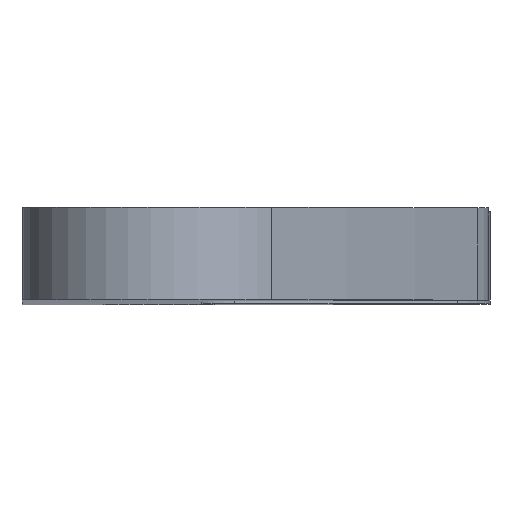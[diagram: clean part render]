
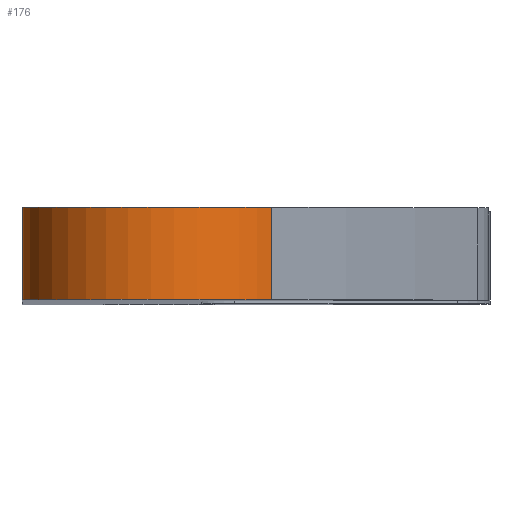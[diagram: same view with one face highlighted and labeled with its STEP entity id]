
A CAD part, top view. The second image highlights one B-rep face of the part: STEP entity #176.
In plain terms, the highlighted cylindrical face has radius 3 mm (diameter 6 mm), a partial arc.
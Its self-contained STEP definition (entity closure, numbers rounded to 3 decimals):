
#1 = CIRCLE ( 'NONE', #294, 3. ) ;
#14 = CYLINDRICAL_SURFACE ( 'NONE', #553, 3. ) ;
#19 = CARTESIAN_POINT ( 'NONE',  ( -27.903, 2., 29.952 ) ) ;
#36 = VERTEX_POINT ( 'NONE', #407 ) ;
#57 = DIRECTION ( 'NONE',  ( 0., -1., 0. ) ) ;
#100 = AXIS2_PLACEMENT_3D ( 'NONE', #205, #418, #309 ) ;
#111 = ORIENTED_EDGE ( 'NONE', *, *, #170, .F. ) ;
#117 = EDGE_CURVE ( 'NONE', #297, #36, #316, .T. ) ;
#123 = CARTESIAN_POINT ( 'NONE',  ( -30.903, 2., 29.952 ) ) ;
#138 = CIRCLE ( 'NONE', #100, 3. ) ;
#170 = EDGE_CURVE ( 'NONE', #579, #297, #1, .T. ) ;
#176 = ADVANCED_FACE ( 'NONE', ( #436 ), #14, .T. ) ;
#182 = CARTESIAN_POINT ( 'NONE',  ( -27.903, 2., 29.952 ) ) ;
#187 = ORIENTED_EDGE ( 'NONE', *, *, #345, .F. ) ;
#205 = CARTESIAN_POINT ( 'NONE',  ( -27.903, 0., 29.952 ) ) ;
#209 = ORIENTED_EDGE ( 'NONE', *, *, #357, .F. ) ;
#231 = DIRECTION ( 'NONE',  ( 0., 0., -1. ) ) ;
#249 = VECTOR ( 'NONE', #314, 1000. ) ;
#267 = CARTESIAN_POINT ( 'NONE',  ( -25.487, 2., 31.731 ) ) ;
#271 = LINE ( 'NONE', #433, #249 ) ;
#276 = DIRECTION ( 'NONE',  ( 0., -1., 0. ) ) ;
#279 = ORIENTED_EDGE ( 'NONE', *, *, #117, .F. ) ;
#294 = AXIS2_PLACEMENT_3D ( 'NONE', #19, #623, #231 ) ;
#297 = VERTEX_POINT ( 'NONE', #375 ) ;
#309 = DIRECTION ( 'NONE',  ( 0., 0., -1. ) ) ;
#314 = DIRECTION ( 'NONE',  ( 0., 1., 0. ) ) ;
#316 = LINE ( 'NONE', #267, #649 ) ;
#345 = EDGE_CURVE ( 'NONE', #585, #579, #271, .T. ) ;
#357 = EDGE_CURVE ( 'NONE', #36, #585, #138, .T. ) ;
#364 = DIRECTION ( 'NONE',  ( 0., 0., -1. ) ) ;
#375 = CARTESIAN_POINT ( 'NONE',  ( -25.487, 2., 31.731 ) ) ;
#379 = CARTESIAN_POINT ( 'NONE',  ( -30.903, 0., 29.952 ) ) ;
#407 = CARTESIAN_POINT ( 'NONE',  ( -25.487, 0., 31.731 ) ) ;
#418 = DIRECTION ( 'NONE',  ( 0., -1., 0. ) ) ;
#433 = CARTESIAN_POINT ( 'NONE',  ( -30.903, 2., 29.952 ) ) ;
#436 = FACE_OUTER_BOUND ( 'NONE', #501, .T. ) ;
#501 = EDGE_LOOP ( 'NONE', ( #111, #187, #209, #279 ) ) ;
#553 = AXIS2_PLACEMENT_3D ( 'NONE', #182, #57, #364 ) ;
#579 = VERTEX_POINT ( 'NONE', #123 ) ;
#585 = VERTEX_POINT ( 'NONE', #379 ) ;
#623 = DIRECTION ( 'NONE',  ( 0., 1., 0. ) ) ;
#649 = VECTOR ( 'NONE', #276, 1000. ) ;
